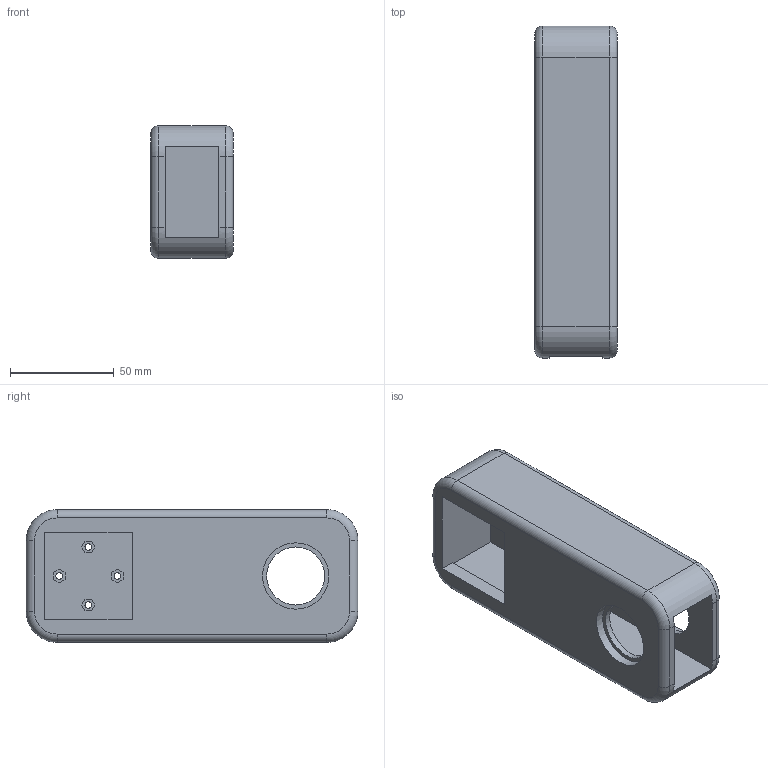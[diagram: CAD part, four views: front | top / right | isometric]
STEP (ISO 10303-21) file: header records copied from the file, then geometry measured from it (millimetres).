
FILE_DESCRIPTION(/* description */ (''),/* implementation_level */ '2;1');
FILE_NAME(/* name */ 'link_rettangolare4.stp',/* time_stamp */ '2025-06-10T07:54:51+02:00',/* author */ ('R5800u'),/* organization */ (''),/* preprocessor_version */ 'ST-DEVELOPER v20',/* originating_system */ 'Autodesk Inventor 2025',/* authorisation */ '');
FILE_SCHEMA (('AUTOMOTIVE_DESIGN { 1 0 10303 214 3 1 1 }'));
Length unit declared in the file: millimetre
Products named in the file (1): link_rettangolare4
Bounding box: 40 x 160 x 64 mm (x, y, z)
Volume: 202947.5 mm3; surface area: 53389.9 mm2
Topology: 1 solids, 1 shells, 73 faces, 182 edges, 117 vertices
Faces by surface type: plane 45, cylinder 20, torus 8
Full cylindrical faces by diameter (mm): 3.2 x4, 28 x2, 32 x2
Entity records: 2242 total; most frequent: DIRECTION 382, CARTESIAN_POINT 373, ORIENTED_EDGE 364, EDGE_CURVE 182, LINE 130, VECTOR 130, AXIS2_PLACEMENT_3D 126, VERTEX_POINT 116
